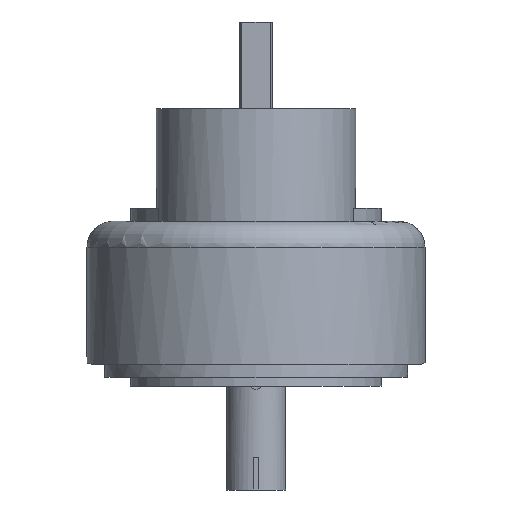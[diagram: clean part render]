
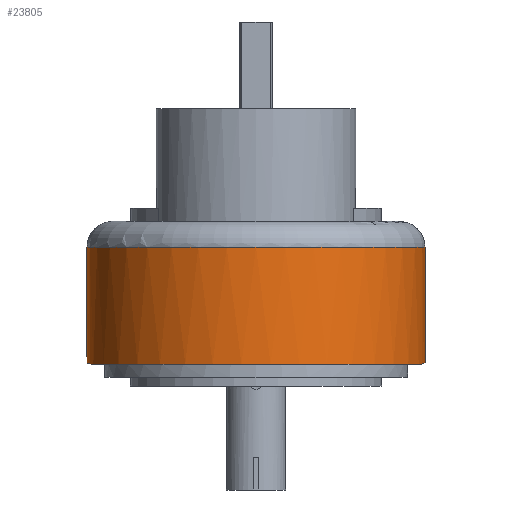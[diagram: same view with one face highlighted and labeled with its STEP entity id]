
A CAD part, left-side view. The second image highlights one B-rep face of the part: STEP entity #23805.
In plain terms, the highlighted cylindrical face has radius 39 mm (diameter 78 mm), a partial arc.
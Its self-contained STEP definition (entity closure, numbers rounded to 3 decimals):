
#2278=FACE_OUTER_BOUND('',#3674,.T.);
#3674=EDGE_LOOP('',(#21421,#21422,#21423,#21424,#21425,#21426));
#3941=B_SPLINE_CURVE_WITH_KNOTS('',3,(#41567,#41568,#41569,#41570,#41571,
#41572,#41573,#41574),.UNSPECIFIED.,.F.,.F.,(4,2,2,4),(1.528,
1.759,2.276,2.551),.UNSPECIFIED.);
#3942=B_SPLINE_CURVE_WITH_KNOTS('',3,(#41590,#41591,#41592,#41593,#41594,
#41595,#41596,#41597),.UNSPECIFIED.,.F.,.F.,(4,2,2,4),(5.473,
5.747,6.265,6.496),.UNSPECIFIED.);
#4780=CIRCLE('',#25904,39.);
#4801=CIRCLE('',#25955,39.);
#7109=LINE('',#41629,#9370);
#7112=LINE('',#41676,#9373);
#9370=VECTOR('',#32292,10.);
#9373=VECTOR('',#32343,10.);
#11540=VERTEX_POINT('',#41524);
#11542=VERTEX_POINT('',#41527);
#11555=VERTEX_POINT('',#41565);
#11559=VERTEX_POINT('',#41589);
#11569=VERTEX_POINT('',#41628);
#11570=VERTEX_POINT('',#41644);
#14846=EDGE_CURVE('',#11542,#11540,#4780,.T.);
#14866=EDGE_CURVE('',#11555,#11540,#3941,.T.);
#14874=EDGE_CURVE('',#11542,#11559,#3942,.T.);
#14890=EDGE_CURVE('',#11559,#11569,#7109,.T.);
#14900=EDGE_CURVE('',#11569,#11570,#4801,.T.);
#14908=EDGE_CURVE('',#11555,#11570,#7112,.T.);
#21421=ORIENTED_EDGE('',*,*,#14866,.F.);
#21422=ORIENTED_EDGE('',*,*,#14908,.T.);
#21423=ORIENTED_EDGE('',*,*,#14900,.F.);
#21424=ORIENTED_EDGE('',*,*,#14890,.F.);
#21425=ORIENTED_EDGE('',*,*,#14874,.F.);
#21426=ORIENTED_EDGE('',*,*,#14846,.T.);
#22418=CYLINDRICAL_SURFACE('',#25965,39.);
#23805=ADVANCED_FACE('',(#2278),#22418,.T.);
#25904=AXIS2_PLACEMENT_3D('',#41528,#32197,#32198);
#25955=AXIS2_PLACEMENT_3D('',#41646,#32322,#32323);
#25965=AXIS2_PLACEMENT_3D('',#41677,#32344,#32345);
#32197=DIRECTION('center_axis',(0.,0.,
1.));
#32198=DIRECTION('ref_axis',(0.,1.,0.));
#32292=DIRECTION('',(0.,0.,1.));
#32322=DIRECTION('center_axis',(0.,0.,
1.));
#32323=DIRECTION('ref_axis',(-1.,0.,0.));
#32343=DIRECTION('',(0.,0.,1.));
#32344=DIRECTION('center_axis',(0.,0.,
1.));
#32345=DIRECTION('ref_axis',(0.,1.,0.));
#41524=CARTESIAN_POINT('',(-97.74,-3.91,17.678));
#41527=CARTESIAN_POINT('',(-97.74,71.147,17.678));
#41528=CARTESIAN_POINT('Origin',(-87.13,33.619,17.678));
#41565=CARTESIAN_POINT('',(-87.13,-5.381,18.12));
#41567=CARTESIAN_POINT('Ctrl Pts',(-87.13,-5.381,18.12));
#41568=CARTESIAN_POINT('Ctrl Pts',(-87.924,-5.381,18.096));
#41569=CARTESIAN_POINT('Ctrl Pts',(-88.727,-5.357,
18.062));
#41570=CARTESIAN_POINT('Ctrl Pts',(-91.339,-5.196,
17.936));
#41571=CARTESIAN_POINT('Ctrl Pts',(-93.16,-4.955,17.818));
#41572=CARTESIAN_POINT('Ctrl Pts',(-95.889,-4.397,
17.704));
#41573=CARTESIAN_POINT('Ctrl Pts',(-96.823,-4.17,
17.678));
#41574=CARTESIAN_POINT('Ctrl Pts',(-97.74,-3.91,
17.678));
#41589=CARTESIAN_POINT('',(-87.13,72.619,18.12));
#41590=CARTESIAN_POINT('Ctrl Pts',(-97.74,71.147,17.678));
#41591=CARTESIAN_POINT('Ctrl Pts',(-96.823,71.407,17.678));
#41592=CARTESIAN_POINT('Ctrl Pts',(-95.889,71.634,17.704));
#41593=CARTESIAN_POINT('Ctrl Pts',(-93.16,72.192,17.818));
#41594=CARTESIAN_POINT('Ctrl Pts',(-91.339,72.433,17.936));
#41595=CARTESIAN_POINT('Ctrl Pts',(-88.727,72.594,18.062));
#41596=CARTESIAN_POINT('Ctrl Pts',(-87.924,72.619,18.096));
#41597=CARTESIAN_POINT('Ctrl Pts',(-87.13,72.619,18.12));
#41628=CARTESIAN_POINT('',(-87.13,72.619,44.678));
#41629=CARTESIAN_POINT('',(-87.13,72.619,17.678));
#41644=CARTESIAN_POINT('',(-87.13,-5.381,44.678));
#41646=CARTESIAN_POINT('Origin',(-87.13,33.619,44.678));
#41676=CARTESIAN_POINT('',(-87.13,-5.381,17.678));
#41677=CARTESIAN_POINT('Origin',(-87.13,33.619,17.678));
